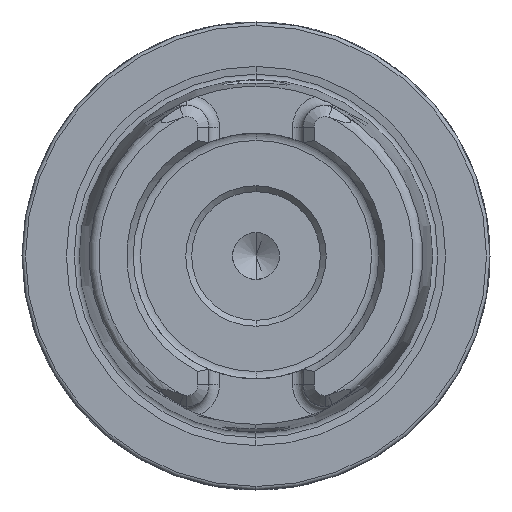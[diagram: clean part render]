
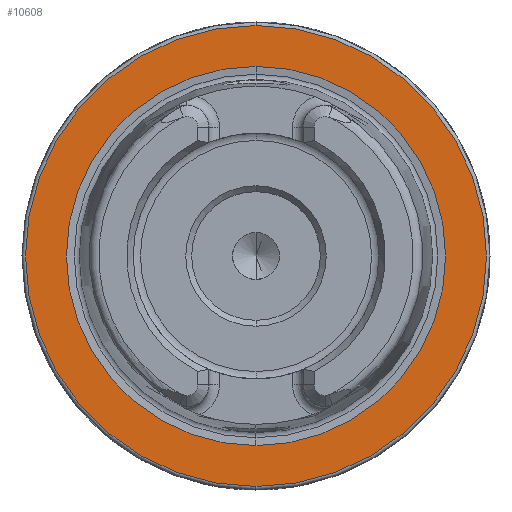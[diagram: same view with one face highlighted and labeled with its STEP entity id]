
A CAD part, left-side view. The second image highlights one B-rep face of the part: STEP entity #10608.
In plain terms, the highlighted planar face has unit normal (-1, 0, 0).
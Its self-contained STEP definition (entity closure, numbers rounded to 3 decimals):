
#61 = DIRECTION ( 'NONE',  ( 0., 0., 1. ) ) ;
#322 = PLANE ( 'NONE',  #2177 ) ;
#556 = DIRECTION ( 'NONE',  ( -1., 0., 0. ) ) ;
#584 = EDGE_CURVE ( 'NONE', #5021, #1088, #8542, .T. ) ;
#604 = DIRECTION ( 'NONE',  ( 0., 0., 1. ) ) ;
#1088 = VERTEX_POINT ( 'NONE', #1188 ) ;
#1169 = ORIENTED_EDGE ( 'NONE', *, *, #6656, .F. ) ;
#1188 = CARTESIAN_POINT ( 'NONE',  ( 0., 0., 19.7 ) ) ;
#2146 = CIRCLE ( 'NONE', #8999, 16.207 ) ;
#2177 = AXIS2_PLACEMENT_3D ( 'NONE', #10179, #11130, #7507 ) ;
#2343 = AXIS2_PLACEMENT_3D ( 'NONE', #5430, #10741, #61 ) ;
#2952 = DIRECTION ( 'NONE',  ( -1., 0., 0. ) ) ;
#4022 = FACE_BOUND ( 'NONE', #9494, .T. ) ;
#4083 = DIRECTION ( 'NONE',  ( 0., 0., 1. ) ) ;
#4460 = AXIS2_PLACEMENT_3D ( 'NONE', #7430, #2952, #4636 ) ;
#4636 = DIRECTION ( 'NONE',  ( 0., 0., 1. ) ) ;
#4887 = ORIENTED_EDGE ( 'NONE', *, *, #584, .T. ) ;
#5021 = VERTEX_POINT ( 'NONE', #9921 ) ;
#5321 = VERTEX_POINT ( 'NONE', #9795 ) ;
#5430 = CARTESIAN_POINT ( 'NONE',  ( 0., 0., 0. ) ) ;
#5909 = VERTEX_POINT ( 'NONE', #6141 ) ;
#6141 = CARTESIAN_POINT ( 'NONE',  ( 0., 0., -16.207 ) ) ;
#6581 = CIRCLE ( 'NONE', #10487, 19.7 ) ;
#6656 = EDGE_CURVE ( 'NONE', #5321, #5909, #2146, .T. ) ;
#7430 = CARTESIAN_POINT ( 'NONE',  ( 0., 0., 0. ) ) ;
#7507 = DIRECTION ( 'NONE',  ( 0., 0., -1. ) ) ;
#7804 = CARTESIAN_POINT ( 'NONE',  ( 0., 0., 0. ) ) ;
#7904 = ORIENTED_EDGE ( 'NONE', *, *, #8191, .T. ) ;
#8090 = CIRCLE ( 'NONE', #2343, 16.207 ) ;
#8191 = EDGE_CURVE ( 'NONE', #1088, #5021, #6581, .T. ) ;
#8204 = FACE_OUTER_BOUND ( 'NONE', #10818, .T. ) ;
#8542 = CIRCLE ( 'NONE', #4460, 19.7 ) ;
#8546 = DIRECTION ( 'NONE',  ( -1., 0., 0. ) ) ;
#8999 = AXIS2_PLACEMENT_3D ( 'NONE', #7804, #556, #4083 ) ;
#9299 = EDGE_CURVE ( 'NONE', #5909, #5321, #8090, .T. ) ;
#9341 = ORIENTED_EDGE ( 'NONE', *, *, #9299, .F. ) ;
#9481 = CARTESIAN_POINT ( 'NONE',  ( 0., 0., 0. ) ) ;
#9494 = EDGE_LOOP ( 'NONE', ( #1169, #9341 ) ) ;
#9795 = CARTESIAN_POINT ( 'NONE',  ( 0., 0., 16.207 ) ) ;
#9921 = CARTESIAN_POINT ( 'NONE',  ( 0., 0., -19.7 ) ) ;
#10179 = CARTESIAN_POINT ( 'NONE',  ( 0., 19.7, 0. ) ) ;
#10487 = AXIS2_PLACEMENT_3D ( 'NONE', #9481, #8546, #604 ) ;
#10608 = ADVANCED_FACE ( 'NONE', ( #4022, #8204 ), #322, .F. ) ;
#10741 = DIRECTION ( 'NONE',  ( -1., 0., 0. ) ) ;
#10818 = EDGE_LOOP ( 'NONE', ( #7904, #4887 ) ) ;
#11130 = DIRECTION ( 'NONE',  ( 1., 0., 0. ) ) ;
